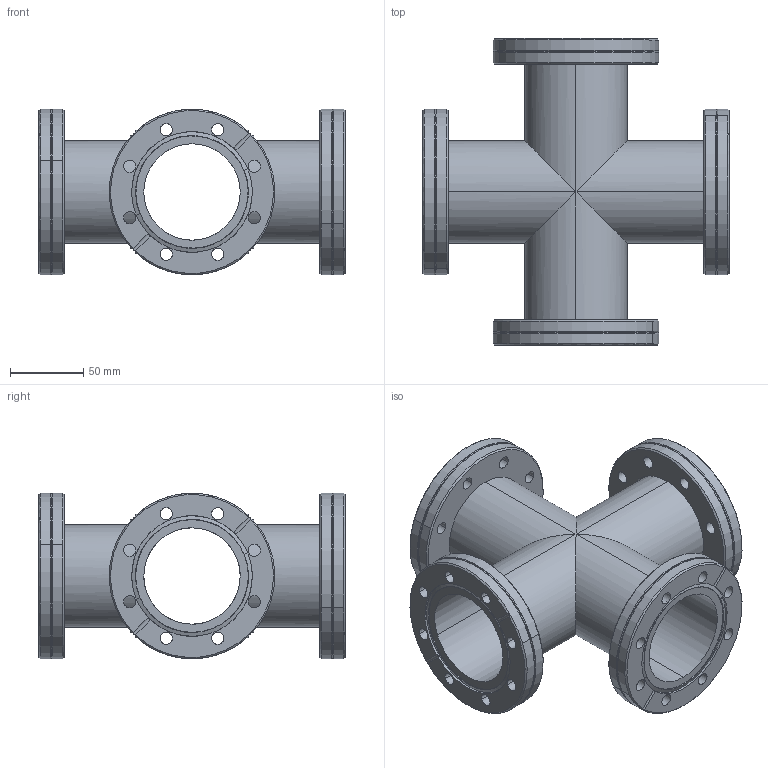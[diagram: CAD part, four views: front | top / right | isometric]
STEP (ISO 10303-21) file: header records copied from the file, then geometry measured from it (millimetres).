
FILE_DESCRIPTION (( 'STEP AP214' ), '1' );
FILE_NAME ('420RKS063-NEG.stp', '2018-02-13T13:33:30', ( '' ), ( '' ), 'SwSTEP 2.0', 'SolidWorks 2015', '' );
FILE_SCHEMA (( 'AUTOMOTIVE_DESIGN' ));
Length unit declared in the file: millimetre
Products named in the file (1): 420RKS063-NEG
Bounding box: 210 x 210 x 113.39 mm (x, y, z)
Volume: 536246.3 mm3; surface area: 232596.9 mm2
Topology: 1 solids, 3 shells, 216 faces, 524 edges, 320 vertices
Faces by surface type: cylinder 128, cone 36, torus 28, plane 24
Entity records: 9134 total; most frequent: CARTESIAN_POINT 1321, DIRECTION 1254, ORIENTED_EDGE 1048, AXIS2_PLACEMENT_3D 541, EDGE_CURVE 524, CIRCLE 324, VERTEX_POINT 320, EDGE_LOOP 296
